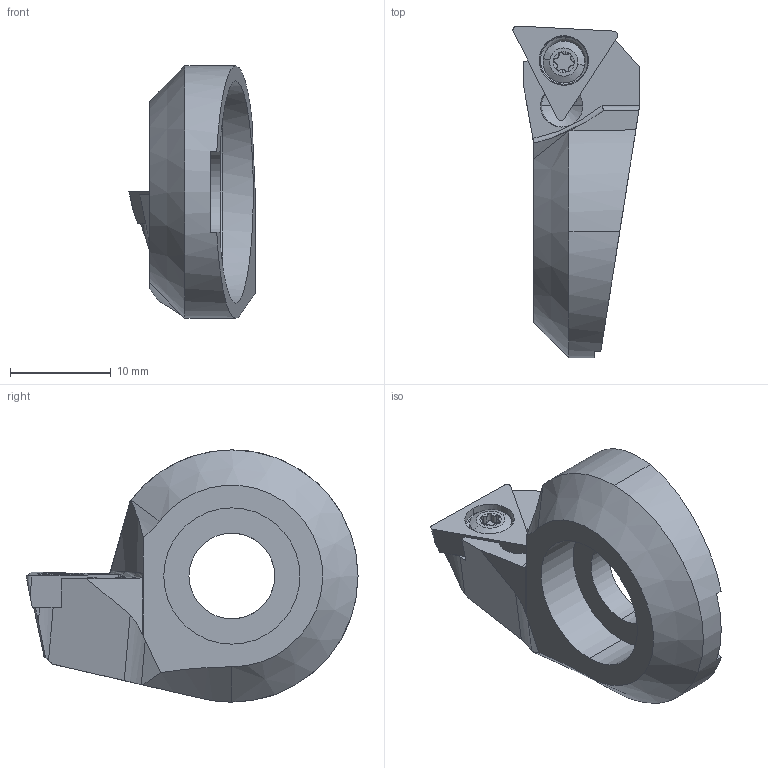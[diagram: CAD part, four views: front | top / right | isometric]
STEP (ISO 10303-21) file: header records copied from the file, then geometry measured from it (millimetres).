
FILE_DESCRIPTION (( 'STEP AP203' ), '1' );
FILE_NAME ('316.022.051.T11.STEP', '2024-08-26T12:19:13', ( '' ), ( '' ), 'SwSTEP 2.0', 'SolidWorks 2022', '' );
FILE_SCHEMA (( 'CONFIG_CONTROL_DESIGN' ));
Length unit declared in the file: millimetre
Products named in the file (4): 316.022.051.T11; TPGH110304; WCA-ER2.001.007_A; F42-WTI.001.009_A_fertigbearbeitet
Assembly tree (3 placements, depth 2):
  316.022.051.T11
    F42-WTI.001.009_A_fertigbearbeitet
    WCA-ER2.001.007_A
    TPGH110304
Bounding box: 12.5 x 32.9 x 25 mm (x, y, z)
Volume: 3080.8 mm3; surface area: 2403.2 mm2
Topology: 3 solids, 3 shells, 106 faces, 281 edges, 176 vertices
Faces by surface type: cylinder 42, plane 33, cone 16, torus 12, sphere 2, bspline 1
Entity records: 3807 total; most frequent: CARTESIAN_POINT 844, ORIENTED_EDGE 552, DIRECTION 535, EDGE_CURVE 276, AXIS2_PLACEMENT_3D 205, VERTEX_POINT 176, LINE 125, VECTOR 125
